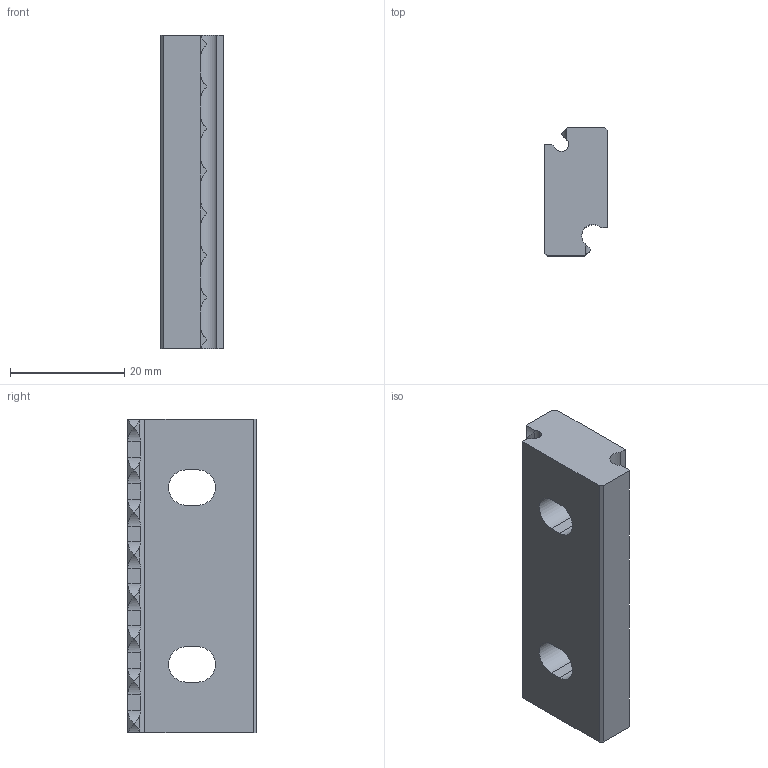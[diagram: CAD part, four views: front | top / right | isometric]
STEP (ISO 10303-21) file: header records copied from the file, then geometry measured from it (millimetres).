
FILE_DESCRIPTION (( 'STEP AP214' ), '1' );
FILE_NAME ('1704.400.stp', '2018-03-27T08:31:43', ( '' ), ( '' ), 'SwSTEP 2.0', 'SolidWorks 2016', '' );
FILE_SCHEMA (( 'AUTOMOTIVE_DESIGN' ));
Length unit declared in the file: millimetre
Products named in the file (1): 1704.400
Bounding box: 11 x 22.5 x 55 mm (x, y, z)
Volume: 10695.4 mm3; surface area: 4551 mm2
Topology: 1 solids, 1 shells, 116 faces, 314 edges, 200 vertices
Faces by surface type: plane 77, cylinder 39
Entity records: 3634 total; most frequent: CARTESIAN_POINT 927, ORIENTED_EDGE 628, DIRECTION 468, EDGE_CURVE 314, VECTOR 206, LINE 206, VERTEX_POINT 200, AXIS2_PLACEMENT_3D 131
